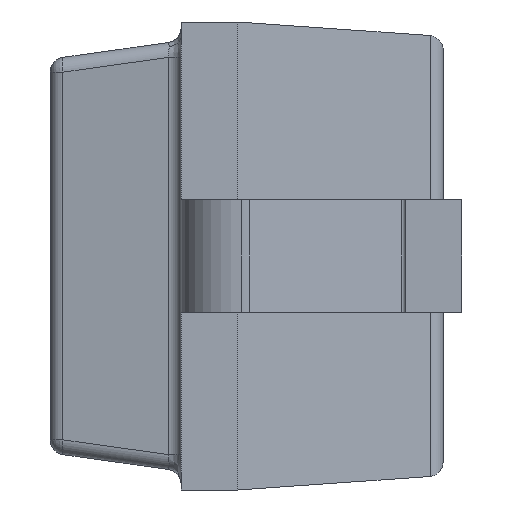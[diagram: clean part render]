
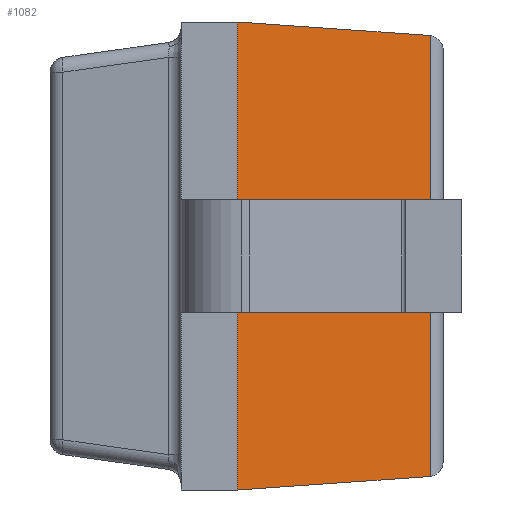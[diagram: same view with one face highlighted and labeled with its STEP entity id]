
A CAD part, left-side view. The second image highlights one B-rep face of the part: STEP entity #1082.
In plain terms, the highlighted planar face has unit normal (-0.99, -0.139, 0).
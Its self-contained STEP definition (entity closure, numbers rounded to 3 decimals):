
#3 = AXIS2_PLACEMENT_3D ( 'NONE', #1484, #1841, #2370 ) ;
#37 = DIRECTION ( 'NONE',  ( 0., 0., 1. ) ) ;
#55 = CARTESIAN_POINT ( 'NONE',  ( -0.778, 0.084, -0.589 ) ) ;
#122 = EDGE_CURVE ( 'NONE', #1528, #2122, #1810, .T. ) ;
#143 = CARTESIAN_POINT ( 'NONE',  ( -0.778, 0.087, -0.589 ) ) ;
#153 = CARTESIAN_POINT ( 'NONE',  ( -0.778, 0.086, -0.589 ) ) ;
#262 = VERTEX_POINT ( 'NONE', #2313 ) ;
#272 = VECTOR ( 'NONE', #464, 1000. ) ;
#315 = VECTOR ( 'NONE', #1959, 1000. ) ;
#324 = LINE ( 'NONE', #1824, #1086 ) ;
#373 = CARTESIAN_POINT ( 'NONE',  ( -0.85, 0.6, -0.625 ) ) ;
#409 = CARTESIAN_POINT ( 'NONE',  ( -0.778, 0.084, 0.589 ) ) ;
#410 = VECTOR ( 'NONE', #37, 1000. ) ;
#464 = DIRECTION ( 'NONE',  ( -0.139, 0.988, -0.069 ) ) ;
#477 = LINE ( 'NONE', #373, #410 ) ;
#499 = DIRECTION ( 'NONE',  ( 0.139, -0.988, -0.069 ) ) ;
#569 = ORIENTED_EDGE ( 'NONE', *, *, #1505, .T. ) ;
#582 = ORIENTED_EDGE ( 'NONE', *, *, #2162, .F. ) ;
#640 =( BOUNDED_CURVE ( )  B_SPLINE_CURVE ( 3, ( #1949, #822, #2285, #2097 ),
 .UNSPECIFIED., .F., .F. ) 
 B_SPLINE_CURVE_WITH_KNOTS ( ( 4, 4 ),
 ( 4.573, 4.643 ),
 .UNSPECIFIED. ) 
 CURVE ( )  GEOMETRIC_REPRESENTATION_ITEM ( )  RATIONAL_B_SPLINE_CURVE ( ( 1., 1., 1., 1. ) ) 
 REPRESENTATION_ITEM ( '' )  );
#659 = EDGE_CURVE ( 'NONE', #1698, #1528, #724, .T. ) ;
#671 = ORIENTED_EDGE ( 'NONE', *, *, #2247, .F. ) ;
#724 =( BOUNDED_CURVE ( )  B_SPLINE_CURVE ( 3, ( #143, #153, #2377, #1287 ),
 .UNSPECIFIED., .F., .F. ) 
 B_SPLINE_CURVE_WITH_KNOTS ( ( 4, 4 ),
 ( 1.641, 1.71 ),
 .UNSPECIFIED. ) 
 CURVE ( )  GEOMETRIC_REPRESENTATION_ITEM ( )  RATIONAL_B_SPLINE_CURVE ( ( 1., 1., 1., 1. ) ) 
 REPRESENTATION_ITEM ( '' )  );
#822 = CARTESIAN_POINT ( 'NONE',  ( -0.778, 0.085, 0.589 ) ) ;
#1038 = CARTESIAN_POINT ( 'NONE',  ( -0.85, 0.6, -0.625 ) ) ;
#1082 = ADVANCED_FACE ( 'NONE', ( #1093 ), #2355, .F. ) ;
#1086 = VECTOR ( 'NONE', #499, 1000. ) ;
#1093 = FACE_OUTER_BOUND ( 'NONE', #1756, .T. ) ;
#1175 = CARTESIAN_POINT ( 'NONE',  ( -0.778, 0.084, -0.625 ) ) ;
#1287 = CARTESIAN_POINT ( 'NONE',  ( -0.778, 0.084, -0.589 ) ) ;
#1467 = VERTEX_POINT ( 'NONE', #1038 ) ;
#1484 = CARTESIAN_POINT ( 'NONE',  ( -0.773, 0.05, -0.625 ) ) ;
#1505 = EDGE_CURVE ( 'NONE', #2122, #262, #640, .T. ) ;
#1528 = VERTEX_POINT ( 'NONE', #55 ) ;
#1698 = VERTEX_POINT ( 'NONE', #1699 ) ;
#1699 = CARTESIAN_POINT ( 'NONE',  ( -0.778, 0.087, -0.589 ) ) ;
#1756 = EDGE_LOOP ( 'NONE', ( #582, #2351, #2358, #569, #671, #2310 ) ) ;
#1777 = CARTESIAN_POINT ( 'NONE',  ( -0.729, -0.261, -0.565 ) ) ;
#1810 = LINE ( 'NONE', #1175, #315 ) ;
#1824 = CARTESIAN_POINT ( 'NONE',  ( -0.729, -0.261, 0.565 ) ) ;
#1841 = DIRECTION ( 'NONE',  ( 0.99, 0.139, 0. ) ) ;
#1911 = EDGE_CURVE ( 'NONE', #1467, #2356, #477, .T. ) ;
#1949 = CARTESIAN_POINT ( 'NONE',  ( -0.778, 0.084, 0.589 ) ) ;
#1959 = DIRECTION ( 'NONE',  ( 0., 0., 1. ) ) ;
#2097 = CARTESIAN_POINT ( 'NONE',  ( -0.778, 0.087, 0.589 ) ) ;
#2122 = VERTEX_POINT ( 'NONE', #409 ) ;
#2157 = CARTESIAN_POINT ( 'NONE',  ( -0.85, 0.6, 0.625 ) ) ;
#2162 = EDGE_CURVE ( 'NONE', #1698, #1467, #2213, .T. ) ;
#2213 = LINE ( 'NONE', #1777, #272 ) ;
#2247 = EDGE_CURVE ( 'NONE', #2356, #262, #324, .T. ) ;
#2285 = CARTESIAN_POINT ( 'NONE',  ( -0.778, 0.086, 0.589 ) ) ;
#2310 = ORIENTED_EDGE ( 'NONE', *, *, #1911, .F. ) ;
#2313 = CARTESIAN_POINT ( 'NONE',  ( -0.778, 0.087, 0.589 ) ) ;
#2351 = ORIENTED_EDGE ( 'NONE', *, *, #659, .T. ) ;
#2355 = PLANE ( 'NONE',  #3 ) ;
#2356 = VERTEX_POINT ( 'NONE', #2157 ) ;
#2358 = ORIENTED_EDGE ( 'NONE', *, *, #122, .T. ) ;
#2370 = DIRECTION ( 'NONE',  ( -0.139, 0.99, 0. ) ) ;
#2377 = CARTESIAN_POINT ( 'NONE',  ( -0.778, 0.085, -0.589 ) ) ;
